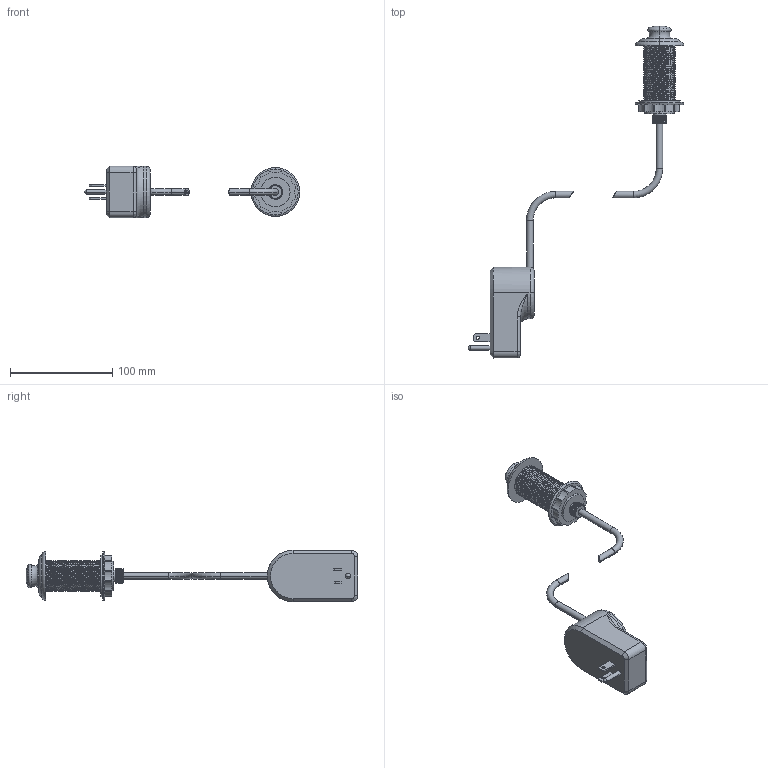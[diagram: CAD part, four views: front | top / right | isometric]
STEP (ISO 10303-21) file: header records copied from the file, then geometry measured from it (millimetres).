
FILE_DESCRIPTION((''),'2;1');
FILE_NAME('2470-5811','2021-10-05T11:45:50',('rsmith'),(''),'CREO PARAMETRIC BY PTC INC, 2018400','CREO PARAMETRIC BY PTC INC, 2018400','');
FILE_SCHEMA(('AUTOMOTIVE_DESIGN { 1 0 10303 214 1 1 1 1 }'));
Length unit declared in the file: inch
Products named in the file (1): 2470-5811
Bounding box: 211.15 x 325.22 x 50.55 mm (x, y, z)
Volume: 224327.2 mm3; surface area: 43114.8 mm2
Topology: 3 solids, 3 shells, 471 faces, 1231 edges, 794 vertices
Faces by surface type: plane 253, cylinder 146, bspline 37, torus 25, cone 6, sphere 4
Entity records: 38410 total; most frequent: CARTESIAN_POINT 18073, ORIENTED_EDGE 2454, DIRECTION 2089, PRESENTATION_STYLE_ASSIGNMENT 1685, STYLED_ITEM 1230, CURVE_STYLE 1227, EDGE_CURVE 1227, FILL_AREA_STYLE_COLOUR 865
